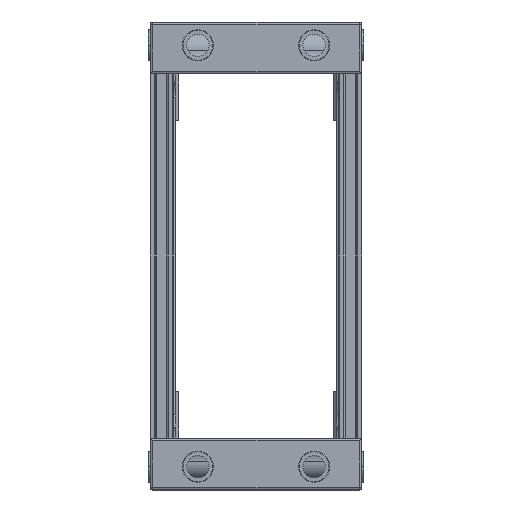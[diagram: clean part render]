
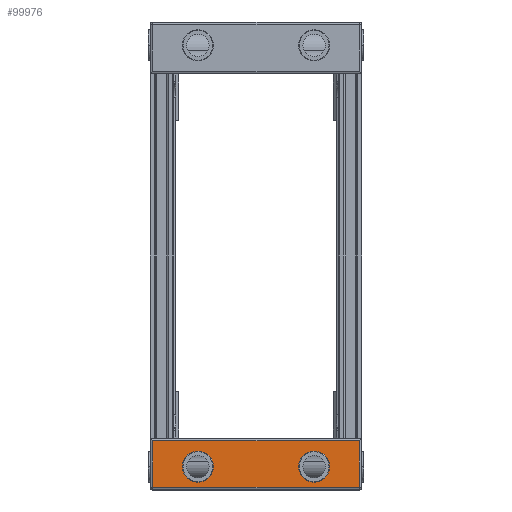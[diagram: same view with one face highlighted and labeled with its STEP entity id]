
A CAD part, left-side view. The second image highlights one B-rep face of the part: STEP entity #99976.
In plain terms, the highlighted planar face has unit normal (-1, 0, 0).
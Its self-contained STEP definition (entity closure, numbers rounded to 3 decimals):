
#1018 = CARTESIAN_POINT ( 'NONE',  ( -174.752, -28.403, -246.505 ) ) ;
#1730 = VERTEX_POINT ( 'NONE', #80040 ) ;
#7395 = CARTESIAN_POINT ( 'NONE',  ( -174.752, 22.597, -246.505 ) ) ;
#10539 = DIRECTION ( 'NONE',  ( -1., 0., 0. ) ) ;
#11021 = CARTESIAN_POINT ( 'NONE',  ( -174.752, 22.597, -246.505 ) ) ;
#13899 = CARTESIAN_POINT ( 'NONE',  ( -174.752, 41.12, -236.455 ) ) ;
#16902 = CIRCLE ( 'NONE', #19880, 6. ) ;
#19880 = AXIS2_PLACEMENT_3D ( 'NONE', #33879, #57716, #45311 ) ;
#20276 = CIRCLE ( 'NONE', #106175, 6. ) ;
#21662 = EDGE_LOOP ( 'NONE', ( #99400, #93199 ) ) ;
#24038 = LINE ( 'NONE', #145328, #52457 ) ;
#24192 = ORIENTED_EDGE ( 'NONE', *, *, #37745, .T. ) ;
#26922 = EDGE_CURVE ( 'NONE', #121448, #77410, #20276, .T. ) ;
#27543 = CARTESIAN_POINT ( 'NONE',  ( -174.752, -39.916, -236.455 ) ) ;
#32309 = DIRECTION ( 'NONE',  ( -1., 0., 0. ) ) ;
#33879 = CARTESIAN_POINT ( 'NONE',  ( -174.752, -22.403, -246.505 ) ) ;
#37745 = EDGE_CURVE ( 'NONE', #109904, #77061, #138211, .T. ) ;
#39302 = ORIENTED_EDGE ( 'NONE', *, *, #41439, .F. ) ;
#40338 = CARTESIAN_POINT ( 'NONE',  ( -174.752, -39.916, -365.996 ) ) ;
#41326 = DIRECTION ( 'NONE',  ( 0., 0., -1. ) ) ;
#41394 = ORIENTED_EDGE ( 'NONE', *, *, #101281, .T. ) ;
#41439 = EDGE_CURVE ( 'NONE', #1730, #55171, #24038, .T. ) ;
#43152 = EDGE_CURVE ( 'NONE', #109904, #1730, #131750, .T. ) ;
#43705 = CIRCLE ( 'NONE', #144576, 6. ) ;
#44672 = CARTESIAN_POINT ( 'NONE',  ( -174.752, 41.11, -365.996 ) ) ;
#45311 = DIRECTION ( 'NONE',  ( 0., 1., 0. ) ) ;
#48825 = ORIENTED_EDGE ( 'NONE', *, *, #43152, .F. ) ;
#49564 = DIRECTION ( 'NONE',  ( 0., 0., -1. ) ) ;
#52457 = VECTOR ( 'NONE', #91309, 1000. ) ;
#55171 = VERTEX_POINT ( 'NONE', #131748 ) ;
#57716 = DIRECTION ( 'NONE',  ( -1., 0., 0. ) ) ;
#58108 = AXIS2_PLACEMENT_3D ( 'NONE', #11021, #10539, #89797 ) ;
#63791 = EDGE_CURVE ( 'NONE', #77410, #121448, #16902, .T. ) ;
#65605 = DIRECTION ( 'NONE',  ( 0., 1., 0. ) ) ;
#74803 = DIRECTION ( 'NONE',  ( -1., 0., 0. ) ) ;
#76435 = CARTESIAN_POINT ( 'NONE',  ( -174.752, -22.403, -246.505 ) ) ;
#76600 = FACE_BOUND ( 'NONE', #21662, .T. ) ;
#77061 = VERTEX_POINT ( 'NONE', #94094 ) ;
#77410 = VERTEX_POINT ( 'NONE', #1018 ) ;
#80040 = CARTESIAN_POINT ( 'NONE',  ( -174.752, -39.916, -254.555 ) ) ;
#80993 = EDGE_CURVE ( 'NONE', #141870, #105576, #43705, .T. ) ;
#83320 = VECTOR ( 'NONE', #104987, 1000. ) ;
#86277 = CIRCLE ( 'NONE', #58108, 6. ) ;
#89127 = CARTESIAN_POINT ( 'NONE',  ( -174.752, 28.597, -246.505 ) ) ;
#89729 = DIRECTION ( 'NONE',  ( 0., 1., 0. ) ) ;
#89797 = DIRECTION ( 'NONE',  ( 0., 1., 0. ) ) ;
#91309 = DIRECTION ( 'NONE',  ( 0., 1., 0. ) ) ;
#92151 = EDGE_CURVE ( 'NONE', #105576, #141870, #86277, .T. ) ;
#93199 = ORIENTED_EDGE ( 'NONE', *, *, #63791, .F. ) ;
#94094 = CARTESIAN_POINT ( 'NONE',  ( -174.752, 40.11, -236.455 ) ) ;
#96002 = FACE_BOUND ( 'NONE', #127560, .T. ) ;
#96410 = ORIENTED_EDGE ( 'NONE', *, *, #80993, .F. ) ;
#99400 = ORIENTED_EDGE ( 'NONE', *, *, #26922, .F. ) ;
#99779 = VECTOR ( 'NONE', #41326, 1000. ) ;
#99976 = ADVANCED_FACE ( 'NONE', ( #96002, #76600, #133294 ), #101592, .T. ) ;
#101281 = EDGE_CURVE ( 'NONE', #77061, #55171, #108920, .T. ) ;
#101592 = PLANE ( 'NONE',  #108968 ) ;
#104987 = DIRECTION ( 'NONE',  ( 0., 1., 0. ) ) ;
#105576 = VERTEX_POINT ( 'NONE', #109733 ) ;
#106175 = AXIS2_PLACEMENT_3D ( 'NONE', #76435, #121954, #65605 ) ;
#108920 = LINE ( 'NONE', #117342, #128401 ) ;
#108968 = AXIS2_PLACEMENT_3D ( 'NONE', #44672, #32309, #89729 ) ;
#109733 = CARTESIAN_POINT ( 'NONE',  ( -174.752, 16.597, -246.505 ) ) ;
#109904 = VERTEX_POINT ( 'NONE', #27543 ) ;
#117342 = CARTESIAN_POINT ( 'NONE',  ( -174.752, 40.11, -365.996 ) ) ;
#121448 = VERTEX_POINT ( 'NONE', #123177 ) ;
#121954 = DIRECTION ( 'NONE',  ( -1., 0., 0. ) ) ;
#123177 = CARTESIAN_POINT ( 'NONE',  ( -174.752, -16.403, -246.505 ) ) ;
#126877 = EDGE_LOOP ( 'NONE', ( #39302, #48825, #24192, #41394 ) ) ;
#127560 = EDGE_LOOP ( 'NONE', ( #96410, #130589 ) ) ;
#128401 = VECTOR ( 'NONE', #49564, 1000. ) ;
#130589 = ORIENTED_EDGE ( 'NONE', *, *, #92151, .F. ) ;
#131748 = CARTESIAN_POINT ( 'NONE',  ( -174.752, 40.11, -254.555 ) ) ;
#131750 = LINE ( 'NONE', #40338, #99779 ) ;
#133294 = FACE_OUTER_BOUND ( 'NONE', #126877, .T. ) ;
#138211 = LINE ( 'NONE', #13899, #83320 ) ;
#141194 = DIRECTION ( 'NONE',  ( 0., 1., 0. ) ) ;
#141870 = VERTEX_POINT ( 'NONE', #89127 ) ;
#144576 = AXIS2_PLACEMENT_3D ( 'NONE', #7395, #74803, #141194 ) ;
#145328 = CARTESIAN_POINT ( 'NONE',  ( -174.752, 41.11, -254.555 ) ) ;
